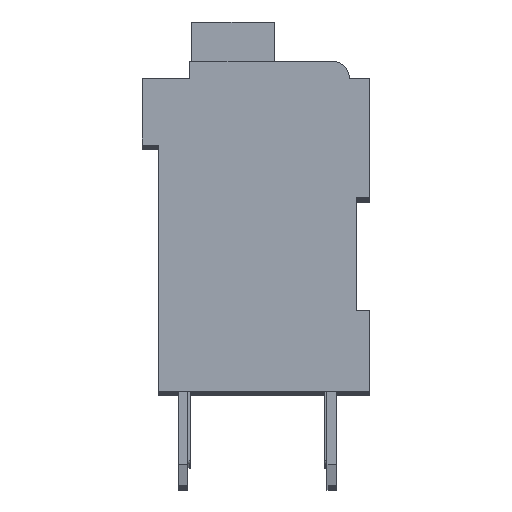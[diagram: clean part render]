
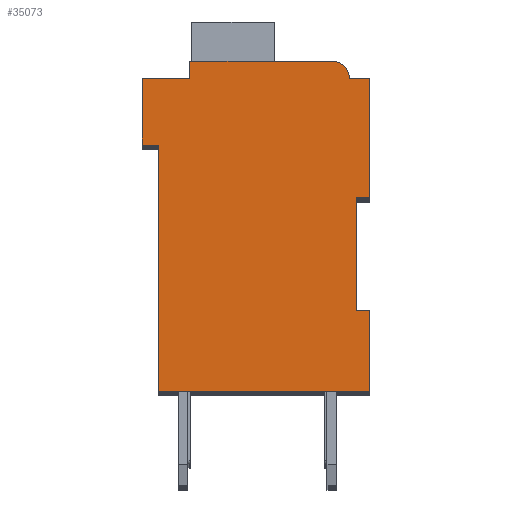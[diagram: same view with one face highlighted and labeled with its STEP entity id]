
A CAD part, top view. The second image highlights one B-rep face of the part: STEP entity #35073.
In plain terms, the highlighted planar face has unit normal (0, 0, 1).
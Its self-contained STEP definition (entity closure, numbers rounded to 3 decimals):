
#8310=DIRECTION('',(1.,0.,0.));
#8311=VECTOR('',#8310,0.5);
#8312=CARTESIAN_POINT('',(7.3,7.15,2.1));
#8313=LINE('',#8312,#8311);
#8314=DIRECTION('',(0.,1.,0.));
#8315=VECTOR('',#8314,4.15);
#8316=CARTESIAN_POINT('',(7.3,3.,2.1));
#8317=LINE('',#8316,#8315);
#8318=DIRECTION('',(-1.,0.,0.));
#8319=VECTOR('',#8318,0.5);
#8320=CARTESIAN_POINT('',(7.8,3.,2.1));
#8321=LINE('',#8320,#8319);
#8322=DIRECTION('',(0.,1.,0.));
#8323=VECTOR('',#8322,3.);
#8324=CARTESIAN_POINT('',(7.8,0.,2.1));
#8325=LINE('',#8324,#8323);
#8326=DIRECTION('',(1.,0.,0.));
#8327=VECTOR('',#8326,7.8);
#8328=CARTESIAN_POINT('',(0.,0.,2.1));
#8329=LINE('',#8328,#8327);
#8330=DIRECTION('',(0.,-1.,0.));
#8331=VECTOR('',#8330,9.1);
#8332=CARTESIAN_POINT('',(0.,9.1,2.1));
#8333=LINE('',#8332,#8331);
#8334=DIRECTION('',(1.,0.,0.));
#8335=VECTOR('',#8334,0.6);
#8336=CARTESIAN_POINT('',(-0.6,9.1,2.1));
#8337=LINE('',#8336,#8335);
#8338=DIRECTION('',(0.,-1.,0.));
#8339=VECTOR('',#8338,2.45);
#8340=CARTESIAN_POINT('',(-0.6,11.55,2.1));
#8341=LINE('',#8340,#8339);
#8342=DIRECTION('',(-1.,0.,0.));
#8343=VECTOR('',#8342,1.75);
#8344=CARTESIAN_POINT('',(1.15,11.55,2.1));
#8345=LINE('',#8344,#8343);
#8346=DIRECTION('',(0.,-1.,0.));
#8347=VECTOR('',#8346,0.65);
#8348=CARTESIAN_POINT('',(1.15,12.2,2.1));
#8349=LINE('',#8348,#8347);
#8350=DIRECTION('',(-1.,0.,0.));
#8351=VECTOR('',#8350,5.25);
#8352=CARTESIAN_POINT('',(6.4,12.2,2.1));
#8353=LINE('',#8352,#8351);
#8354=CARTESIAN_POINT('',(6.4,11.55,2.1));
#8355=DIRECTION('',(0.,0.,1.));
#8356=DIRECTION('',(1.,0.,0.));
#8357=AXIS2_PLACEMENT_3D('',#8354,#8355,#8356);
#8359=DIRECTION('',(-1.,0.,0.));
#8360=VECTOR('',#8359,0.75);
#8361=CARTESIAN_POINT('',(7.8,11.55,2.1));
#8362=LINE('',#8361,#8360);
#8363=DIRECTION('',(0.,1.,0.));
#8364=VECTOR('',#8363,4.4);
#8365=CARTESIAN_POINT('',(7.8,7.15,2.1));
#8366=LINE('',#8365,#8364);
#20677=CARTESIAN_POINT('',(7.3,7.15,2.1));
#20678=CARTESIAN_POINT('',(7.8,7.15,2.1));
#20679=VERTEX_POINT('',#20677);
#20680=VERTEX_POINT('',#20678);
#20681=CARTESIAN_POINT('',(7.8,11.55,2.1));
#20682=VERTEX_POINT('',#20681);
#20683=CARTESIAN_POINT('',(7.05,11.55,2.1));
#20684=VERTEX_POINT('',#20683);
#20685=CARTESIAN_POINT('',(6.4,12.2,2.1));
#20686=VERTEX_POINT('',#20685);
#20687=CARTESIAN_POINT('',(1.15,12.2,2.1));
#20688=VERTEX_POINT('',#20687);
#20689=CARTESIAN_POINT('',(1.15,11.55,2.1));
#20690=VERTEX_POINT('',#20689);
#20691=CARTESIAN_POINT('',(-0.6,11.55,2.1));
#20692=VERTEX_POINT('',#20691);
#20693=CARTESIAN_POINT('',(-0.6,9.1,2.1));
#20694=VERTEX_POINT('',#20693);
#20695=CARTESIAN_POINT('',(0.,9.1,2.1));
#20696=VERTEX_POINT('',#20695);
#20697=CARTESIAN_POINT('',(0.,0.,2.1));
#20698=VERTEX_POINT('',#20697);
#20699=CARTESIAN_POINT('',(7.8,0.,2.1));
#20700=VERTEX_POINT('',#20699);
#20701=CARTESIAN_POINT('',(7.8,3.,2.1));
#20702=VERTEX_POINT('',#20701);
#20703=CARTESIAN_POINT('',(7.3,3.,2.1));
#20704=VERTEX_POINT('',#20703);
#35052=CARTESIAN_POINT('',(0.,0.,2.1));
#35053=DIRECTION('',(0.,0.,1.));
#35054=DIRECTION('',(1.,0.,0.));
#35055=AXIS2_PLACEMENT_3D('',#35052,#35053,#35054);
#35056=PLANE('',#35055);
#35057=ORIENTED_EDGE('',*,*,#27226,.F.);
#35058=ORIENTED_EDGE('',*,*,#28166,.F.);
#35059=ORIENTED_EDGE('',*,*,#28952,.F.);
#35060=ORIENTED_EDGE('',*,*,#29487,.F.);
#35061=ORIENTED_EDGE('',*,*,#30106,.F.);
#35062=ORIENTED_EDGE('',*,*,#30923,.F.);
#35063=ORIENTED_EDGE('',*,*,#31624,.F.);
#35064=ORIENTED_EDGE('',*,*,#31933,.F.);
#35065=ORIENTED_EDGE('',*,*,#32401,.F.);
#35066=ORIENTED_EDGE('',*,*,#33292,.F.);
#35067=ORIENTED_EDGE('',*,*,#33996,.F.);
#35068=ORIENTED_EDGE('',*,*,#32452,.F.);
#35069=ORIENTED_EDGE('',*,*,#33053,.F.);
#35070=ORIENTED_EDGE('',*,*,#28061,.F.);
#35071=EDGE_LOOP('',(#35057,#35058,#35059,#35060,#35061,#35062,#35063,#35064,
#35065,#35066,#35067,#35068,#35069,#35070));
#35072=FACE_OUTER_BOUND('',#35071,.F.);
#8358=CIRCLE('',#8357,0.65);
#27226=EDGE_CURVE('',#20679,#20680,#8313,.T.);
#28061=EDGE_CURVE('',#20680,#20682,#8366,.T.);
#28166=EDGE_CURVE('',#20704,#20679,#8317,.T.);
#28952=EDGE_CURVE('',#20702,#20704,#8321,.T.);
#29487=EDGE_CURVE('',#20700,#20702,#8325,.T.);
#30106=EDGE_CURVE('',#20698,#20700,#8329,.T.);
#30923=EDGE_CURVE('',#20696,#20698,#8333,.T.);
#31624=EDGE_CURVE('',#20694,#20696,#8337,.T.);
#31933=EDGE_CURVE('',#20692,#20694,#8341,.T.);
#32401=EDGE_CURVE('',#20690,#20692,#8345,.T.);
#32452=EDGE_CURVE('',#20684,#20686,#8358,.T.);
#33053=EDGE_CURVE('',#20682,#20684,#8362,.T.);
#33292=EDGE_CURVE('',#20688,#20690,#8349,.T.);
#33996=EDGE_CURVE('',#20686,#20688,#8353,.T.);
#35073=ADVANCED_FACE('',(#35072),#35056,.T.);
